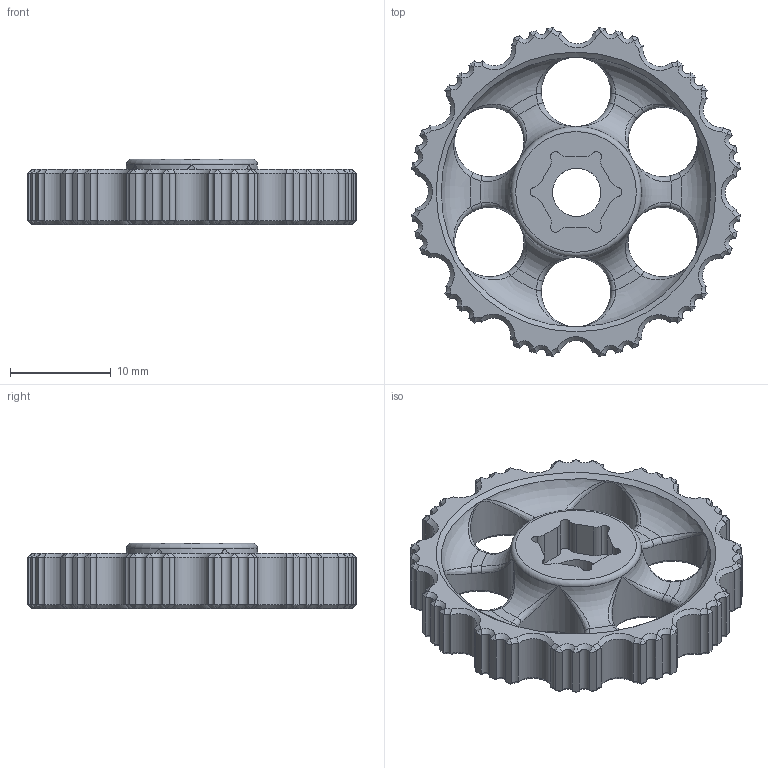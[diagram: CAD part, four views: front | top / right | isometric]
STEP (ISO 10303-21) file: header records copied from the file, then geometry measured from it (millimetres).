
FILE_DESCRIPTION(/* description */ (''),/* implementation_level */ '2;1');
FILE_NAME(/* name */ 'Bed Knob v5.step',/* time_stamp */ '2022-04-25T18:30:10+01:00',/* author */ (''),/* organization */ (''),/* preprocessor_version */ 'ST-DEVELOPER v18.1',/* originating_system */ 'Autodesk Translation Framework v10.10.0.1391',/* authorisation */ '');
FILE_SCHEMA (('AUTOMOTIVE_DESIGN { 1 0 10303 214 3 1 1 }'));
Length unit declared in the file: millimetre
Products named in the file (2): Bed Knob; big blobs
Assembly tree (1 placements, depth 2):
  Bed Knob
    big blobs
Bounding box: 32.7 x 32.7 x 6.5 mm (x, y, z)
Volume: 2577.2 mm3; surface area: 2503.4 mm2
Topology: 1 solids, 1 shells, 380 faces, 917 edges, 523 vertices
Faces by surface type: cone 200, cylinder 121, torus 25, bspline 18, plane 16
Full cylindrical faces by diameter (mm): 4.8 x1, 6.9 x6
Entity records: 12742 total; most frequent: CARTESIAN_POINT 4085, DIRECTION 1901, ORIENTED_EDGE 1810, EDGE_CURVE 905, AXIS2_PLACEMENT_3D 877, VERTEX_POINT 523, CIRCLE 512, EDGE_LOOP 390
